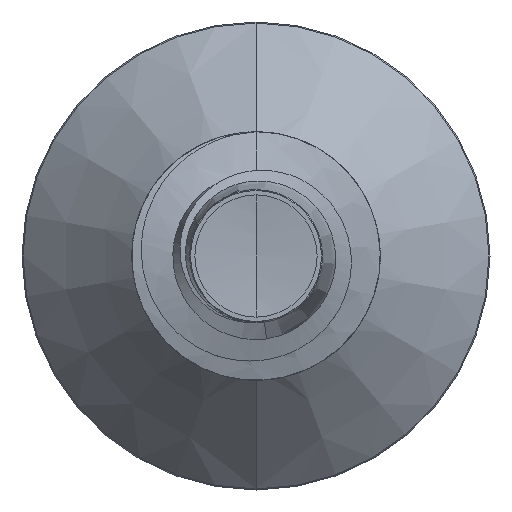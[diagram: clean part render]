
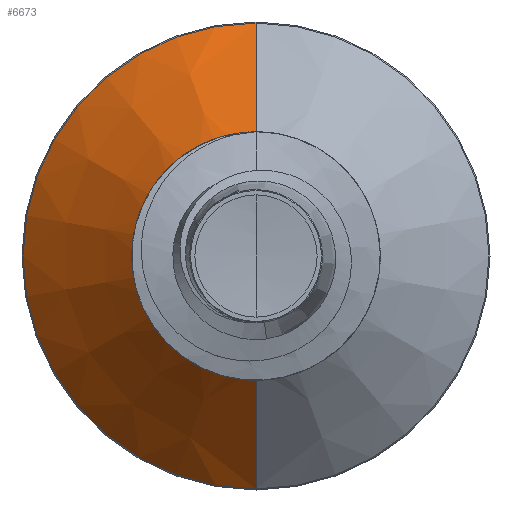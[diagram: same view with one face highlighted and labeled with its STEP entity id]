
A CAD part, front view. The second image highlights one B-rep face of the part: STEP entity #6673.
In plain terms, the highlighted conical face has half-angle 45 degrees and reference radius 2.744 mm.
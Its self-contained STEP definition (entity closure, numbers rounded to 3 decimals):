
#482 = CARTESIAN_POINT ( 'NONE',  ( 0., 13.745, -2.745 ) ) ;
#1551 = EDGE_CURVE ( 'NONE', #18347, #6375, #15580, .T. ) ;
#2615 = CIRCLE ( 'NONE', #7477, 2.745 ) ;
#4163 = EDGE_LOOP ( 'NONE', ( #16941, #11135, #14829, #9655 ) ) ;
#5337 = FACE_OUTER_BOUND ( 'NONE', #4163, .T. ) ;
#5513 = CARTESIAN_POINT ( 'NONE',  ( 0., 13.745, 2.745 ) ) ;
#5631 = DIRECTION ( 'NONE',  ( 0., 0., 1. ) ) ;
#5637 = DIRECTION ( 'NONE',  ( 0., 1., 0. ) ) ;
#5658 = CARTESIAN_POINT ( 'NONE',  ( 0., 13.745, 0. ) ) ;
#6375 = VERTEX_POINT ( 'NONE', #15899 ) ;
#6472 = CARTESIAN_POINT ( 'NONE',  ( 0., 13.745, -2.745 ) ) ;
#6673 = ADVANCED_FACE ( 'NONE', ( #5337 ), #15755, .T. ) ;
#6803 = AXIS2_PLACEMENT_3D ( 'NONE', #6862, #6811, #6805 ) ;
#6805 = DIRECTION ( 'NONE',  ( 0., 0., 1. ) ) ;
#6811 = DIRECTION ( 'NONE',  ( 0., 1., 0. ) ) ;
#6862 = CARTESIAN_POINT ( 'NONE',  ( 0., 16.624, 0. ) ) ;
#7008 = DIRECTION ( 'NONE',  ( 0., 0.707, 0.707 ) ) ;
#7085 = CARTESIAN_POINT ( 'NONE',  ( 0., 13.745, 2.745 ) ) ;
#7477 = AXIS2_PLACEMENT_3D ( 'NONE', #5658, #5637, #5631 ) ;
#8008 = DIRECTION ( 'NONE',  ( 0., 0.707, -0.707 ) ) ;
#8199 = LINE ( 'NONE', #6472, #17219 ) ;
#9655 = ORIENTED_EDGE ( 'NONE', *, *, #15901, .F. ) ;
#11135 = ORIENTED_EDGE ( 'NONE', *, *, #15619, .T. ) ;
#13629 = AXIS2_PLACEMENT_3D ( 'NONE', #14382, #14330, #14362 ) ;
#13834 = CARTESIAN_POINT ( 'NONE',  ( 0., 16.624, -5.624 ) ) ;
#14330 = DIRECTION ( 'NONE',  ( 0., 1., 0. ) ) ;
#14362 = DIRECTION ( 'NONE',  ( 0., 0., 1. ) ) ;
#14382 = CARTESIAN_POINT ( 'NONE',  ( 0., 13.745, 0. ) ) ;
#14829 = ORIENTED_EDGE ( 'NONE', *, *, #1551, .T. ) ;
#15158 = VECTOR ( 'NONE', #7008, 1000. ) ;
#15195 = VERTEX_POINT ( 'NONE', #482 ) ;
#15578 = EDGE_CURVE ( 'NONE', #15195, #16648, #8199, .T. ) ;
#15580 = LINE ( 'NONE', #7085, #15158 ) ;
#15619 = EDGE_CURVE ( 'NONE', #15195, #18347, #2615, .T. ) ;
#15755 = CONICAL_SURFACE ( 'NONE', #13629, 2.745, 0.785 ) ;
#15899 = CARTESIAN_POINT ( 'NONE',  ( 0., 16.624, 5.624 ) ) ;
#15901 = EDGE_CURVE ( 'NONE', #16648, #6375, #17546, .T. ) ;
#16648 = VERTEX_POINT ( 'NONE', #13834 ) ;
#16941 = ORIENTED_EDGE ( 'NONE', *, *, #15578, .F. ) ;
#17219 = VECTOR ( 'NONE', #8008, 1000. ) ;
#17546 = CIRCLE ( 'NONE', #6803, 5.624 ) ;
#18347 = VERTEX_POINT ( 'NONE', #5513 ) ;
